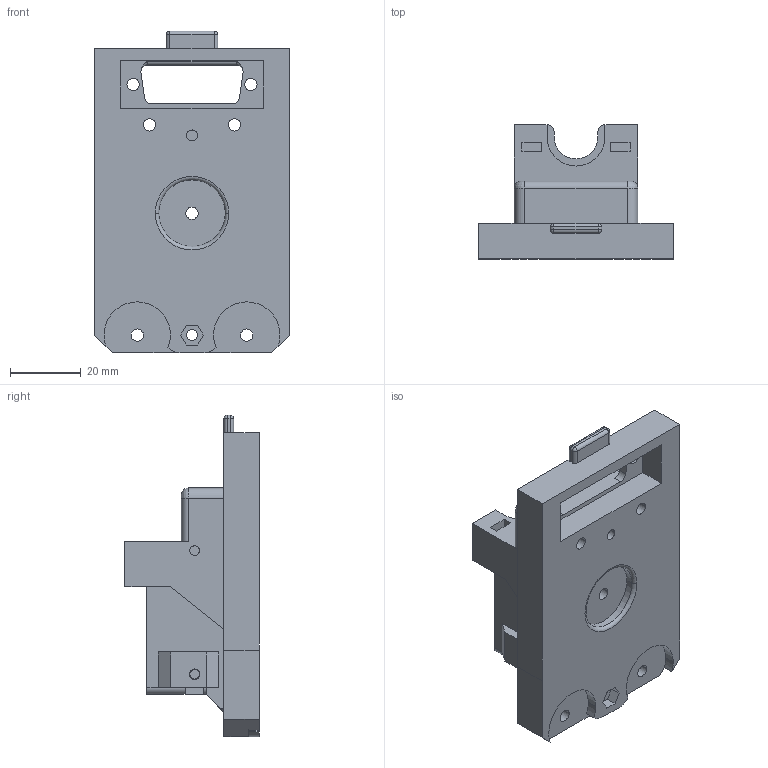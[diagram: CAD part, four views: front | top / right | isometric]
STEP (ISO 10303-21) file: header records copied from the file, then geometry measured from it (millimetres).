
FILE_DESCRIPTION(('CATIA V5 STEP Exchange'),'2;1');
FILE_NAME('HYPERCUBE-EVO-0006_NGEN.stp','2020-05-20T17:23:31+00:00',('none'),('none'),'CATIA Version 5 Release 21 GA (IN-10)','CATIA V5 STEP AP203','none');
FILE_SCHEMA(('CONFIG_CONTROL_DESIGN'));
Length unit declared in the file: millimetre
Products named in the file (1): HYPERCUBE-EVO-0006_NGEN
Bounding box: 55 x 38 x 91 mm (x, y, z)
Volume: 59563.2 mm3; surface area: 21806.7 mm2
Topology: 1 solids, 1 shells, 274 faces, 760 edges, 491 vertices
Faces by surface type: plane 142, cylinder 104, torus 18, bspline 4, sphere 4, revolution 2
Entity records: 8940 total; most frequent: CARTESIAN_POINT 2278, ORIENTED_EDGE 1512, DIRECTION 1089, EDGE_CURVE 756, VERTEX_POINT 491, VECTOR 464, LINE 464, AXIS2_PLACEMENT_3D 430
